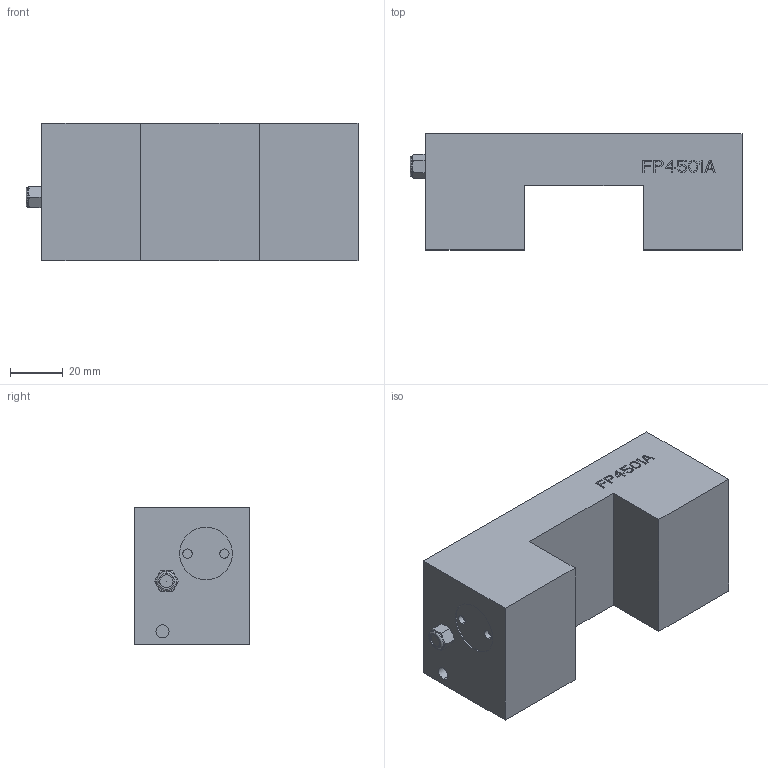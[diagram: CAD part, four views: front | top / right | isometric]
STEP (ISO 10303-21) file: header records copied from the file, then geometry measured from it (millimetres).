
FILE_DESCRIPTION((''),'2;1');
FILE_NAME('FP4501A','2023-06-20T09:13:01',('lx'),(''),'CREO PARAMETRIC BY PTC INC, 2018100','CREO PARAMETRIC BY PTC INC, 2018100','');
FILE_SCHEMA(('CONFIG_CONTROL_DESIGN'));
Length unit declared in the file: millimetre
Products named in the file (1): FP4501A
Bounding box: 126 x 44 x 52 mm (x, y, z)
Volume: 211150.5 mm3; surface area: 30939.9 mm2
Topology: 1 solids, 2 shells, 267 faces, 678 edges, 447 vertices
Faces by surface type: plane 201, cylinder 46, cone 16, torus 2, sphere 2
Entity records: 8066 total; most frequent: CARTESIAN_POINT 1504, ORIENTED_EDGE 1352, DIRECTION 1308, EDGE_CURVE 676, VECTOR 530, LINE 530, VERTEX_POINT 447, AXIS2_PLACEMENT_3D 389
